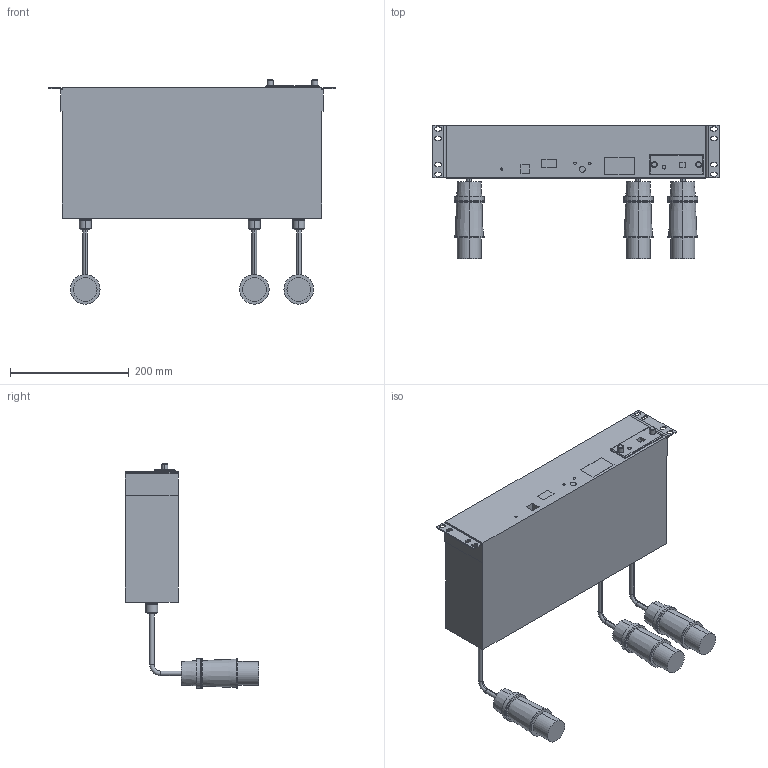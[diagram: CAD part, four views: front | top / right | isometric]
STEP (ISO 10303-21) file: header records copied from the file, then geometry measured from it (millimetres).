
FILE_DESCRIPTION (( 'STEP AP203' ), '1' );
FILE_NAME ('ATS-32-2U-0.STEP', '2023-08-10T11:01:37', ( '' ), ( '' ), 'SwSTEP 2.0', 'SolidWorks 2022', '' );
FILE_SCHEMA (( 'CONFIG_CONTROL_DESIGN' ));
Length unit declared in the file: millimetre
Products named in the file (1): ATS-32-2U-0
Bounding box: 482.6 x 224.4 x 378 mm (x, y, z)
Volume: 9206185.7 mm3; surface area: 405789.1 mm2
Topology: 1 solids, 1 shells, 241 faces, 552 edges, 354 vertices
Faces by surface type: cylinder 104, plane 99, cone 28, torus 6, bspline 4
Entity records: 7079 total; most frequent: CARTESIAN_POINT 1332, DIRECTION 1268, ORIENTED_EDGE 1096, EDGE_CURVE 548, AXIS2_PLACEMENT_3D 490, VERTEX_POINT 354, EDGE_LOOP 302, VECTOR 288
